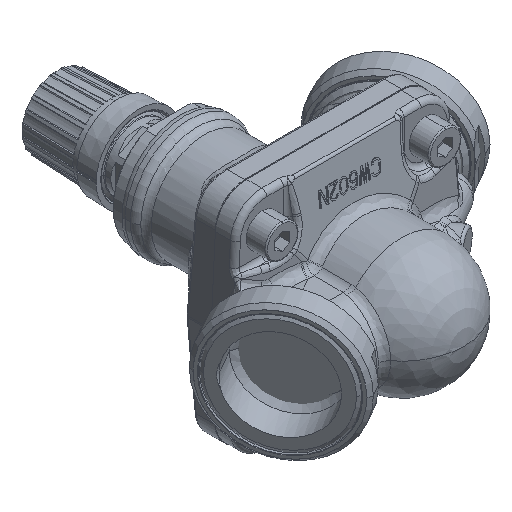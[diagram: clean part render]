
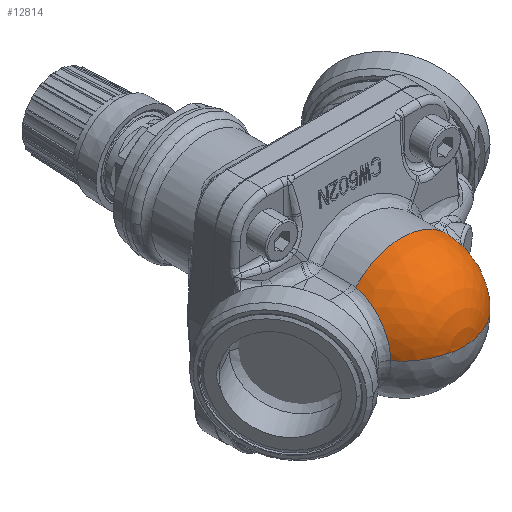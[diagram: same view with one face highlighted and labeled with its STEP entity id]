
A CAD part, isometric view. The second image highlights one B-rep face of the part: STEP entity #12814.
In plain terms, the highlighted spherical face has radius 25 mm.
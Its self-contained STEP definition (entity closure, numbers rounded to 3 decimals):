
#2984=CARTESIAN_POINT('',(0.,-20.956,-23.697));
#2985=DIRECTION('',(0.,-0.5,-0.866));
#2986=DIRECTION('',(0.,0.866,-0.5));
#2987=AXIS2_PLACEMENT_3D('',#2984,#2985,#2986);
#3135=CARTESIAN_POINT('',(0.,-45.717,
-27.147));
#3136=CARTESIAN_POINT('',(0.836,-45.717,
-27.147));
#3137=CARTESIAN_POINT('',(2.477,-45.649,
-27.049));
#3138=CARTESIAN_POINT('',(4.98,-45.329,
-26.592));
#3139=CARTESIAN_POINT('',(7.377,-44.794,
-25.828));
#3140=CARTESIAN_POINT('',(9.672,-44.038,
-24.749));
#3141=CARTESIAN_POINT('',(11.849,-43.029,
-23.31));
#3142=CARTESIAN_POINT('',(13.82,-41.746,
-21.483));
#3143=CARTESIAN_POINT('',(15.414,-40.229,
-19.329));
#3144=CARTESIAN_POINT('',(16.5,-38.597,
-17.016));
#3145=CARTESIAN_POINT('',(16.891,-37.432,
-15.371));
#3146=CARTESIAN_POINT('',(16.994,-36.835,
-14.529));
#3166=CARTESIAN_POINT('',(0.,-20.956,-23.697));
#3167=DIRECTION('',(-1.,0.,0.));
#3168=DIRECTION('',(0.,-0.5,-0.866));
#3169=AXIS2_PLACEMENT_3D('',#3166,#3167,#3168);
#3171=CARTESIAN_POINT('',(0.,-20.956,-23.697));
#3172=DIRECTION('',(1.,0.,0.));
#3173=DIRECTION('',(0.,-0.5,-0.866));
#3174=AXIS2_PLACEMENT_3D('',#3171,#3172,#3173);
#7488=CARTESIAN_POINT('',(0.,-33.456,-45.347));
#7489=CARTESIAN_POINT('',(0.,0.695,-36.197));
#7490=VERTEX_POINT('',#7488);
#7491=VERTEX_POINT('',#7489);
#7496=VERTEX_POINT('',#3135);
#7497=VERTEX_POINT('',#3146);
#12801=CARTESIAN_POINT('',(0.,-20.956,-23.697));
#12802=DIRECTION('',(0.,-0.5,-0.866));
#12803=DIRECTION('',(0.,-0.866,0.5));
#12804=AXIS2_PLACEMENT_3D('',#12801,#12802,#12803);
#12805=SPHERICAL_SURFACE('',#12804,25.);
#12806=ORIENTED_EDGE('',*,*,#12791,.T.);
#12807=ORIENTED_EDGE('',*,*,#12410,.F.);
#12809=ORIENTED_EDGE('',*,*,#12808,.F.);
#12811=ORIENTED_EDGE('',*,*,#12810,.T.);
#12812=EDGE_LOOP('',(#12806,#12807,#12809,#12811));
#12813=FACE_OUTER_BOUND('',#12812,.F.);
#12814=ADVANCED_FACE('',(#12813),#12805,.T.);
#2988=CIRCLE('',#2987,25.);
#3147=B_SPLINE_CURVE_WITH_KNOTS('',3,(#3135,#3136,#3137,#3138,#3139,#3140,#3141,
#3142,#3143,#3144,#3145,#3146),.UNSPECIFIED.,.F.,.F.,(4,1,1,1,1,1,1,1,1,4),
(0.,0.111,0.222,0.333,0.444,
0.556,0.667,0.778,0.889,1.),
.UNSPECIFIED.);
#3170=CIRCLE('',#3169,25.);
#3175=CIRCLE('',#3174,25.);
#12410=EDGE_CURVE('',#7491,#7497,#2988,.T.);
#12791=EDGE_CURVE('',#7496,#7497,#3147,.T.);
#12808=EDGE_CURVE('',#7490,#7491,#3175,.T.);
#12810=EDGE_CURVE('',#7490,#7496,#3170,.T.);
